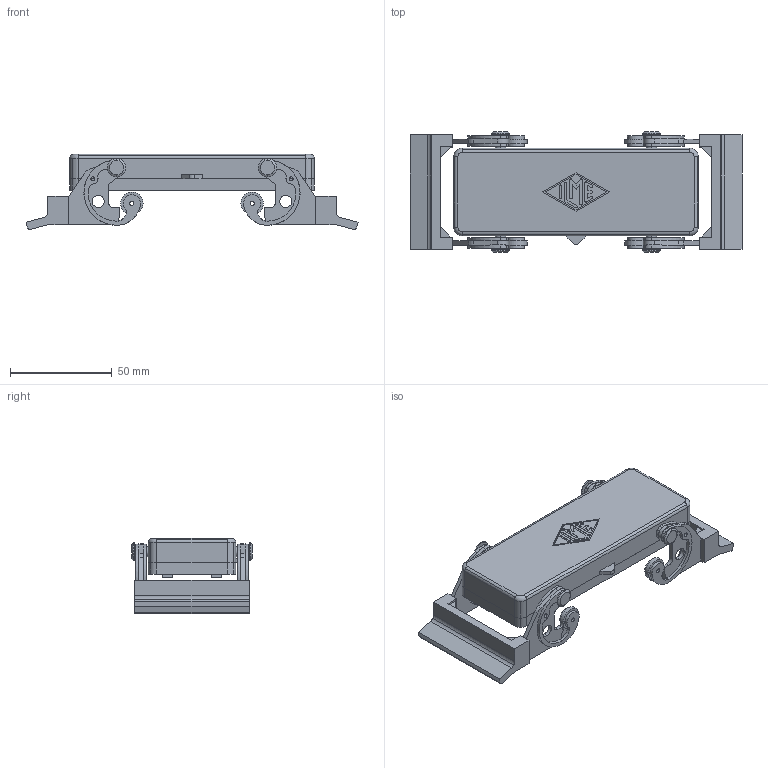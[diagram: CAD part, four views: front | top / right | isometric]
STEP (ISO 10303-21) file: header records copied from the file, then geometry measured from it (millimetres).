
FILE_DESCRIPTION((''),'2;1');
FILE_NAME('CHC 24 G.stp','2006-12-13T10:31:32',('gembarski'),(''),'Autodesk Inventor 7','Autodesk Inventor 7','');
FILE_SCHEMA(('AUTOMOTIVE_DESIGN { 1 0 10303 214 1 1 1 1 }'));
Length unit declared in the file: millimetre
Products named in the file (1): CHC 24 G
Bounding box: 162.84 x 59 x 36.87 mm (x, y, z)
Volume: 57814 mm3; surface area: 37660.9 mm2
Topology: 1 solids, 1 shells, 499 faces, 1353 edges, 880 vertices
Faces by surface type: bspline 175, plane 165, cylinder 151, cone 4, torus 4
Entity records: 17192 total; most frequent: CARTESIAN_POINT 4602, ORIENTED_EDGE 2706, DIRECTION 2573, EDGE_CURVE 1353, AXIS2_PLACEMENT_3D 895, VERTEX_POINT 880, VECTOR 783, LINE 783
